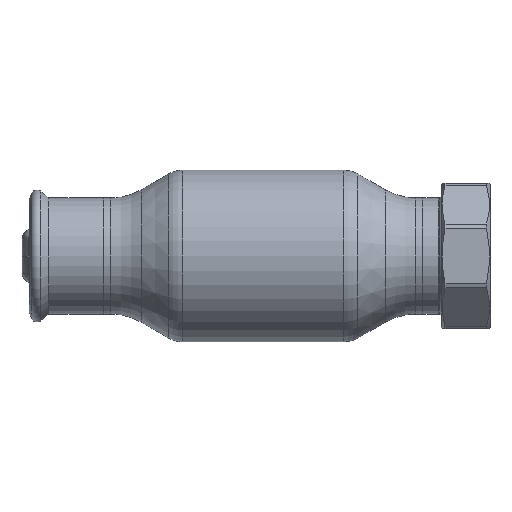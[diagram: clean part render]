
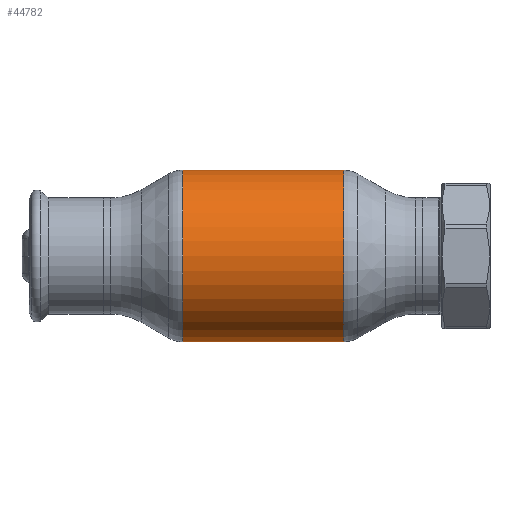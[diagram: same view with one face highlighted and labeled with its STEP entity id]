
A CAD part, front view. The second image highlights one B-rep face of the part: STEP entity #44782.
In plain terms, the highlighted cylindrical face has radius 42.5 mm (diameter 85 mm), a partial arc.
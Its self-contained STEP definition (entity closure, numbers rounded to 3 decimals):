
#172 = CARTESIAN_POINT ( 'NONE',  ( -39.749, 0., 42.5 ) ) ;
#3192 = EDGE_CURVE ( 'NONE', #31669, #41196, #47349, .T. ) ;
#5573 = CIRCLE ( 'NONE', #44171, 42.5 ) ;
#6157 = DIRECTION ( 'NONE',  ( 0., 0., 1. ) ) ;
#8690 = ORIENTED_EDGE ( 'NONE', *, *, #32985, .T. ) ;
#8833 = DIRECTION ( 'NONE',  ( 0., 0., 1. ) ) ;
#10029 = EDGE_CURVE ( 'NONE', #21625, #20655, #5573, .T. ) ;
#12904 = DIRECTION ( 'NONE',  ( -1., 0., 0. ) ) ;
#13712 = CARTESIAN_POINT ( 'NONE',  ( 39.749, 0., -42.5 ) ) ;
#14147 = CARTESIAN_POINT ( 'NONE',  ( -39.749, 0., 0. ) ) ;
#15345 = DIRECTION ( 'NONE',  ( -1., 0., 0. ) ) ;
#15456 = AXIS2_PLACEMENT_3D ( 'NONE', #44812, #15345, #6157 ) ;
#17667 = CARTESIAN_POINT ( 'NONE',  ( -62.69, 0., 0. ) ) ;
#20655 = VERTEX_POINT ( 'NONE', #172 ) ;
#20662 = ORIENTED_EDGE ( 'NONE', *, *, #3192, .T. ) ;
#21625 = VERTEX_POINT ( 'NONE', #60721 ) ;
#21631 = DIRECTION ( 'NONE',  ( -1., 0., 0. ) ) ;
#23725 = DIRECTION ( 'NONE',  ( -1., 0., 0. ) ) ;
#28064 = VECTOR ( 'NONE', #21631, 1000. ) ;
#31669 = VERTEX_POINT ( 'NONE', #13712 ) ;
#32363 = EDGE_LOOP ( 'NONE', ( #41493, #20662, #8690, #53582 ) ) ;
#32985 = EDGE_CURVE ( 'NONE', #41196, #20655, #51232, .T. ) ;
#33656 = DIRECTION ( 'NONE',  ( -1., 0., 0. ) ) ;
#41196 = VERTEX_POINT ( 'NONE', #52545 ) ;
#41493 = ORIENTED_EDGE ( 'NONE', *, *, #58983, .F. ) ;
#44171 = AXIS2_PLACEMENT_3D ( 'NONE', #14147, #33656, #8833 ) ;
#44214 = LINE ( 'NONE', #63105, #49600 ) ;
#44782 = ADVANCED_FACE ( 'NONE', ( #50654 ), #60630, .T. ) ;
#44812 = CARTESIAN_POINT ( 'NONE',  ( 39.749, 0., 0. ) ) ;
#46575 = CARTESIAN_POINT ( 'NONE',  ( -62.69, 0., 42.5 ) ) ;
#47349 = CIRCLE ( 'NONE', #15456, 42.5 ) ;
#49600 = VECTOR ( 'NONE', #23725, 1000. ) ;
#50654 = FACE_OUTER_BOUND ( 'NONE', #32363, .T. ) ;
#51232 = LINE ( 'NONE', #46575, #28064 ) ;
#51849 = DIRECTION ( 'NONE',  ( 0., 0., 1. ) ) ;
#52545 = CARTESIAN_POINT ( 'NONE',  ( 39.749, 0., 42.5 ) ) ;
#53582 = ORIENTED_EDGE ( 'NONE', *, *, #10029, .F. ) ;
#58983 = EDGE_CURVE ( 'NONE', #31669, #21625, #44214, .T. ) ;
#60630 = CYLINDRICAL_SURFACE ( 'NONE', #63531, 42.5 ) ;
#60721 = CARTESIAN_POINT ( 'NONE',  ( -39.749, 0., -42.5 ) ) ;
#63105 = CARTESIAN_POINT ( 'NONE',  ( -62.69, 0., -42.5 ) ) ;
#63531 = AXIS2_PLACEMENT_3D ( 'NONE', #17667, #12904, #51849 ) ;
